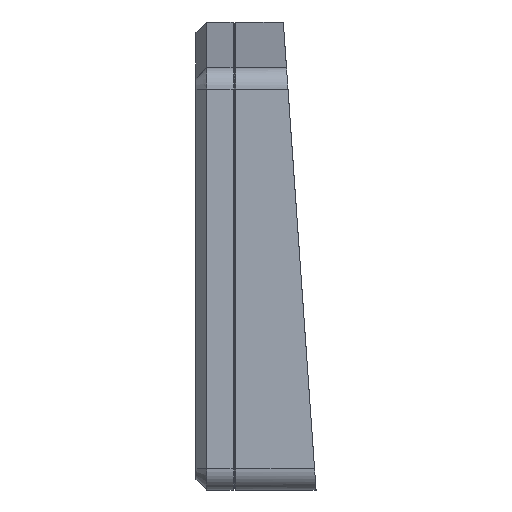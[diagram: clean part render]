
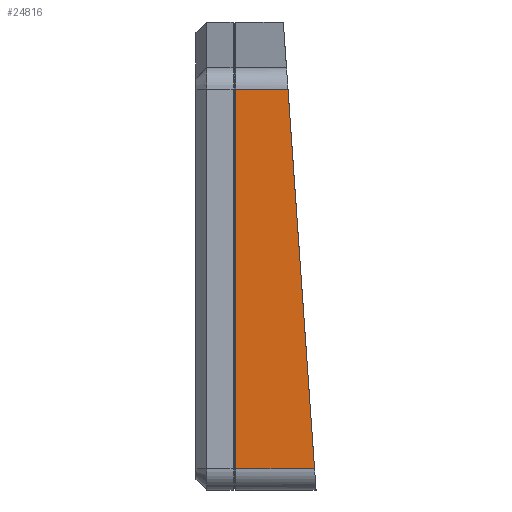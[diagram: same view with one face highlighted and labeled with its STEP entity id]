
A CAD part, left-side view. The second image highlights one B-rep face of the part: STEP entity #24816.
In plain terms, the highlighted planar face has unit normal (-1, 0, 0).
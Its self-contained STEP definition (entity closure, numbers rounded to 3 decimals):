
#1877 = ORIENTED_EDGE ( 'NONE', *, *, #11673, .T. ) ;
#3375 = DIRECTION ( 'NONE',  ( 0., -1., 0. ) ) ;
#3795 = CARTESIAN_POINT ( 'NONE',  ( -124.203, 9., -49.575 ) ) ;
#3805 = VECTOR ( 'NONE', #6540, 1000. ) ;
#4328 = LINE ( 'NONE', #22508, #3805 ) ;
#6540 = DIRECTION ( 'NONE',  ( 0., -0.07, -0.998 ) ) ;
#6916 = CARTESIAN_POINT ( 'NONE',  ( -124.203, -12.602, 44.575 ) ) ;
#7038 = AXIS2_PLACEMENT_3D ( 'NONE', #3795, #19605, #32713 ) ;
#7525 = VECTOR ( 'NONE', #9985, 1000. ) ;
#8395 = CARTESIAN_POINT ( 'NONE',  ( -124.203, -0.3, 44.575 ) ) ;
#8605 = VECTOR ( 'NONE', #27509, 1000. ) ;
#9653 = EDGE_LOOP ( 'NONE', ( #1877, #26515, #20583, #26363 ) ) ;
#9985 = DIRECTION ( 'NONE',  ( 0., 0., -1. ) ) ;
#11673 = EDGE_CURVE ( 'NONE', #28907, #19603, #12021, .T. ) ;
#12021 = LINE ( 'NONE', #17119, #8605 ) ;
#14264 = VERTEX_POINT ( 'NONE', #22463 ) ;
#15926 = VERTEX_POINT ( 'NONE', #30249 ) ;
#16707 = FACE_OUTER_BOUND ( 'NONE', #9653, .T. ) ;
#17119 = CARTESIAN_POINT ( 'NONE',  ( -124.203, 9., 44.575 ) ) ;
#17489 = CARTESIAN_POINT ( 'NONE',  ( -124.203, -0.3, -44.575 ) ) ;
#17884 = EDGE_CURVE ( 'NONE', #28907, #15926, #4328, .T. ) ;
#19603 = VERTEX_POINT ( 'NONE', #8395 ) ;
#19605 = DIRECTION ( 'NONE',  ( 1., 0., 0. ) ) ;
#20583 = ORIENTED_EDGE ( 'NONE', *, *, #24457, .T. ) ;
#22463 = CARTESIAN_POINT ( 'NONE',  ( -124.203, -0.3, -44.575 ) ) ;
#22508 = CARTESIAN_POINT ( 'NONE',  ( -124.203, -13.922, 25.687 ) ) ;
#22701 = LINE ( 'NONE', #33092, #27123 ) ;
#24457 = EDGE_CURVE ( 'NONE', #14264, #15926, #22701, .T. ) ;
#24816 = ADVANCED_FACE ( 'NONE', ( #16707 ), #27102, .F. ) ;
#26363 = ORIENTED_EDGE ( 'NONE', *, *, #17884, .F. ) ;
#26515 = ORIENTED_EDGE ( 'NONE', *, *, #27237, .T. ) ;
#27102 = PLANE ( 'NONE',  #7038 ) ;
#27123 = VECTOR ( 'NONE', #3375, 1000. ) ;
#27237 = EDGE_CURVE ( 'NONE', #19603, #14264, #27877, .T. ) ;
#27509 = DIRECTION ( 'NONE',  ( 0., 1., 0. ) ) ;
#27877 = LINE ( 'NONE', #17489, #7525 ) ;
#28907 = VERTEX_POINT ( 'NONE', #6916 ) ;
#30249 = CARTESIAN_POINT ( 'NONE',  ( -124.203, -18.836, -44.575 ) ) ;
#32713 = DIRECTION ( 'NONE',  ( 0., 0., -1. ) ) ;
#33092 = CARTESIAN_POINT ( 'NONE',  ( -124.203, 9., -44.575 ) ) ;
